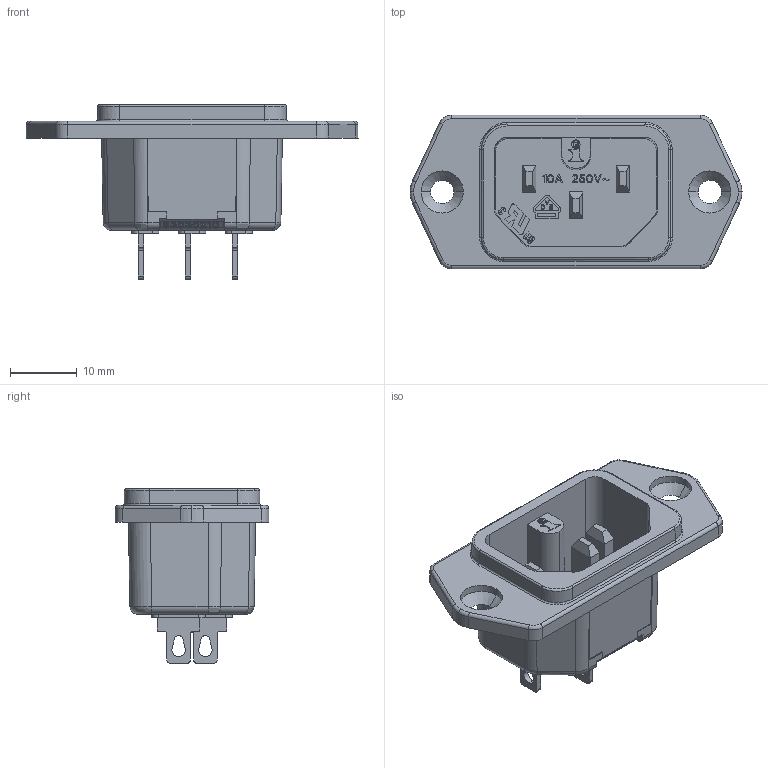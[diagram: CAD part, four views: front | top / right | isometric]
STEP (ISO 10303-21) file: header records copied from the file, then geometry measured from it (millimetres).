
FILE_DESCRIPTION(('OneSpaceDesigner STEP Export'),'2;1');
FILE_NAME('83030210_R3_C16_Screw-Mount_Solder-Tab_8-23-13.stp','2013-08-23T 8:33:28',(''),(''),'OneSpace Designer STEP processor for AP214 (Solid Model)','OneSpace Designer 14.50 18-Oct-2006 (C) CoCreate Software GmbH','');
FILE_SCHEMA(('AUTOMOTIVE_DESIGN { 1 0 10303 214 1 1 1 1 }'));
Length unit declared in the file: millimetre
Products named in the file (6): C16_Screw-Mount_R3_8-22-13; Contacts_Measured_L-N_Solder-Tab; 55030510_R2_Contact_Solder-Tab_GND_2-27-13; Contacts_C14-C16_Solder-Tab_Assy; Part-Number-Insert_83030210; 83030210_R3_C16_Screw-Mount_Solder-Tab_8-22-13
Assembly tree (6 placements, depth 3):
  83030210_R3_C16_Screw-Mount_Solder-Tab_8-22-13
    Part-Number-Insert_83030210
    Contacts_C14-C16_Solder-Tab_Assy
      55030510_R2_Contact_Solder-Tab_GND_2-27-13
      Contacts_Measured_L-N_Solder-Tab  x2
    C16_Screw-Mount_R3_8-22-13
Bounding box: 49.64 x 23 x 26.14 mm (x, y, z)
Volume: 4697.8 mm3; surface area: 6048.9 mm2
Topology: 5 solids, 5 shells, 1392 faces, 3891 edges, 2576 vertices
Faces by surface type: plane 1188, cylinder 143, extrusion 29, bspline 14, torus 12, cone 6
Entity records: 43941 total; most frequent: CARTESIAN_POINT 8931, ORIENTED_EDGE 7620, DIRECTION 6458, EDGE_CURVE 3810, VECTOR 3444, LINE 3415, VERTEX_POINT 2524, AXIS2_PLACEMENT_3D 1507
